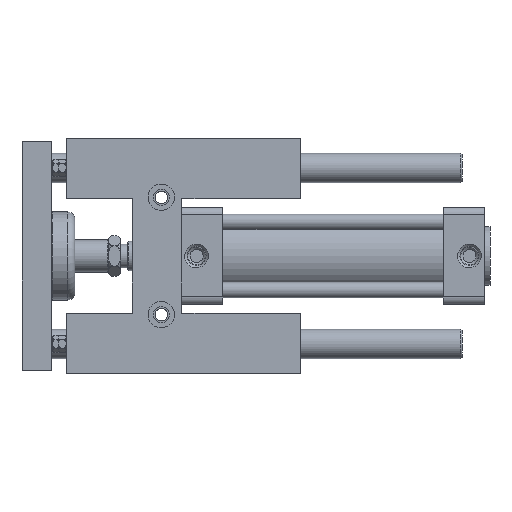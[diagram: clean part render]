
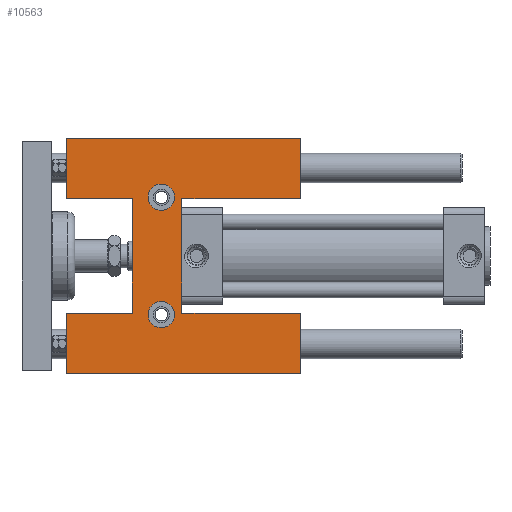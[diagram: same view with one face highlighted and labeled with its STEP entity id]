
A CAD part, top view. The second image highlights one B-rep face of the part: STEP entity #10563.
In plain terms, the highlighted planar face has unit normal (0, 0, 1).
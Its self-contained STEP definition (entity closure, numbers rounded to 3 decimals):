
#10092=CARTESIAN_POINT('',(30.,80.,39.));
#10093=VERTEX_POINT('Vertex364',#10092);
#10094=CARTESIAN_POINT('',(190.,80.,39.));
#10095=VERTEX_POINT('Vertex363',#10094);
#10096=CARTESIAN_POINT('',(110.,80.,39.));
#10097=DIRECTION('',(1.,0.,0.));
#10098=VECTOR('',#10097,1.);
#10099=LINE('nurbsCrv513',#10096,#10098);
#10100=EDGE_CURVE('Edge513',#10093,#10095,#10099,.T.);
#10139=CARTESIAN_POINT('',(190.,-80.,39.));
#10140=VERTEX_POINT('Vertex366',#10139);
#10141=CARTESIAN_POINT('',(30.,-80.,39.));
#10142=VERTEX_POINT('Vertex365',#10141);
#10143=CARTESIAN_POINT('',(110.,-80.,39.));
#10144=DIRECTION('',(-1.,0.,0.));
#10145=VECTOR('',#10144,1.);
#10146=LINE('nurbsCrv516',#10143,#10145);
#10147=EDGE_CURVE('Edge516',#10140,#10142,#10146,.T.);
#10189=CARTESIAN_POINT('',(86.,40.,39.));
#10190=VERTEX_POINT('Vertex367',#10189);
#10191=CARTESIAN_POINT('',(95.,40.,39.));
#10192=DIRECTION('',(0.,0.,-1.));
#10193=DIRECTION('',(-1.,0.,0.));
#10194=AXIS2_PLACEMENT_3D('',#10191,#10192,#10193);
#10195=CIRCLE('nurbsCrv519',#10194,9.);
#10196=EDGE_CURVE('Edge519',#10190,#10190,#10195,.T.);
#10209=CARTESIAN_POINT('',(86.,-40.,39.));
#10210=VERTEX_POINT('Vertex368',#10209);
#10211=CARTESIAN_POINT('',(95.,-40.,39.));
#10212=DIRECTION('',(0.,0.,-1.));
#10213=DIRECTION('',(-1.,0.,0.));
#10214=AXIS2_PLACEMENT_3D('',#10211,#10212,#10213);
#10215=CIRCLE('nurbsCrv520',#10214,9.);
#10216=EDGE_CURVE('Edge520',#10210,#10210,#10215,.T.);
#10226=CARTESIAN_POINT('',(190.,39.,39.));
#10227=VERTEX_POINT('Vertex369',#10226);
#10228=CARTESIAN_POINT('',(190.,59.5,39.));
#10229=DIRECTION('',(0.,-1.,0.));
#10230=VECTOR('',#10229,1.);
#10231=LINE('nurbsCrv521',#10228,#10230);
#10232=EDGE_CURVE('Edge521',#10095,#10227,#10231,.T.);
#10254=CARTESIAN_POINT('',(109.,39.,39.));
#10255=VERTEX_POINT('Vertex370',#10254);
#10256=CARTESIAN_POINT('',(149.5,39.,39.));
#10257=DIRECTION('',(-1.,0.,0.));
#10258=VECTOR('',#10257,1.);
#10259=LINE('nurbsCrv523',#10256,#10258);
#10260=EDGE_CURVE('Edge523',#10227,#10255,#10259,.T.);
#10278=CARTESIAN_POINT('',(109.,-39.,39.));
#10279=VERTEX_POINT('Vertex371',#10278);
#10280=CARTESIAN_POINT('',(109.,0.,39.));
#10281=DIRECTION('',(0.,-1.,0.));
#10282=VECTOR('',#10281,1.);
#10283=LINE('nurbsCrv525',#10280,#10282);
#10284=EDGE_CURVE('Edge525',#10255,#10279,#10283,.T.);
#10312=CARTESIAN_POINT('',(190.,-39.,39.));
#10313=VERTEX_POINT('Vertex372',#10312);
#10314=CARTESIAN_POINT('',(149.5,-39.,39.));
#10315=DIRECTION('',(1.,0.,0.));
#10316=VECTOR('',#10315,1.);
#10317=LINE('nurbsCrv527',#10314,#10316);
#10318=EDGE_CURVE('Edge527',#10279,#10313,#10317,.T.);
#10336=CARTESIAN_POINT('',(190.,-59.5,39.));
#10337=DIRECTION('',(0.,-1.,0.));
#10338=VECTOR('',#10337,1.);
#10339=LINE('nurbsCrv529',#10336,#10338);
#10340=EDGE_CURVE('Edge529',#10313,#10140,#10339,.T.);
#10357=CARTESIAN_POINT('',(30.,-39.,39.));
#10358=VERTEX_POINT('Vertex373',#10357);
#10359=CARTESIAN_POINT('',(30.,-59.5,39.));
#10360=DIRECTION('',(0.,1.,0.));
#10361=VECTOR('',#10360,1.);
#10362=LINE('nurbsCrv530',#10359,#10361);
#10363=EDGE_CURVE('Edge530',#10142,#10358,#10362,.T.);
#10413=CARTESIAN_POINT('',(75.,-39.,39.));
#10414=VERTEX_POINT('Vertex374',#10413);
#10415=CARTESIAN_POINT('',(52.5,-39.,39.));
#10416=DIRECTION('',(1.,0.,0.));
#10417=VECTOR('',#10416,1.);
#10418=LINE('nurbsCrv532',#10415,#10417);
#10419=EDGE_CURVE('Edge532',#10358,#10414,#10418,.T.);
#10437=CARTESIAN_POINT('',(75.,39.,39.));
#10438=VERTEX_POINT('Vertex375',#10437);
#10439=CARTESIAN_POINT('',(75.,0.,39.));
#10440=DIRECTION('',(0.,1.,0.));
#10441=VECTOR('',#10440,1.);
#10442=LINE('nurbsCrv534',#10439,#10441);
#10443=EDGE_CURVE('Edge534',#10414,#10438,#10442,.T.);
#10465=CARTESIAN_POINT('',(30.,39.,39.));
#10466=VERTEX_POINT('Vertex376',#10465);
#10467=CARTESIAN_POINT('',(52.5,39.,39.));
#10468=DIRECTION('',(-1.,0.,0.));
#10469=VECTOR('',#10468,1.);
#10470=LINE('nurbsCrv536',#10467,#10469);
#10471=EDGE_CURVE('Edge536',#10438,#10466,#10470,.T.);
#10489=CARTESIAN_POINT('',(30.,59.5,39.));
#10490=DIRECTION('',(0.,1.,0.));
#10491=VECTOR('',#10490,1.);
#10492=LINE('nurbsCrv538',#10489,#10491);
#10493=EDGE_CURVE('Edge538',#10466,#10093,#10492,.T.);
#10538=ORIENTED_EDGE('Edgeuse1066',*,*,#10232,.F.);
#10539=ORIENTED_EDGE('Edgeuse1067',*,*,#10100,.F.);
#10540=ORIENTED_EDGE('Edgeuse1068',*,*,#10493,.F.);
#10541=ORIENTED_EDGE('Edgeuse1069',*,*,#10471,.F.);
#10542=ORIENTED_EDGE('Edgeuse1070',*,*,#10443,.F.);
#10543=ORIENTED_EDGE('Edgeuse1071',*,*,#10419,.F.);
#10544=ORIENTED_EDGE('Edgeuse1072',*,*,#10363,.F.);
#10545=ORIENTED_EDGE('Edgeuse1073',*,*,#10147,.F.);
#10546=ORIENTED_EDGE('Edgeuse1074',*,*,#10340,.F.);
#10547=ORIENTED_EDGE('Edgeuse1075',*,*,#10318,.F.);
#10548=ORIENTED_EDGE('Edgeuse1076',*,*,#10284,.F.);
#10549=ORIENTED_EDGE('Edgeuse1077',*,*,#10260,.F.);
#10550=EDGE_LOOP('',(#10538,#10539,#10540,#10541,#10542,#10543,#10544,#10545,
#10546,#10547,#10548,#10549));
#10551=FACE_OUTER_BOUND('',#10550,.T.);
#10552=ORIENTED_EDGE('Edgeuse1064',*,*,#10196,.T.);
#10553=EDGE_LOOP('',(#10552));
#10554=FACE_BOUND('',#10553,.T.);
#10555=ORIENTED_EDGE('Edgeuse1065',*,*,#10216,.T.);
#10556=EDGE_LOOP('',(#10555));
#10557=FACE_BOUND('',#10556,.T.);
#10558=CARTESIAN_POINT('',(110.,0.,39.));
#10559=DIRECTION('',(0.,0.,1.));
#10560=DIRECTION('',(-1.,0.,0.));
#10561=AXIS2_PLACEMENT_3D('',#10558,#10559,#10560);
#10562=PLANE('nurbsSrf218',#10561);
#10563=ADVANCED_FACE('Face218',(#10551,#10554,#10557),#10562,.T.);
